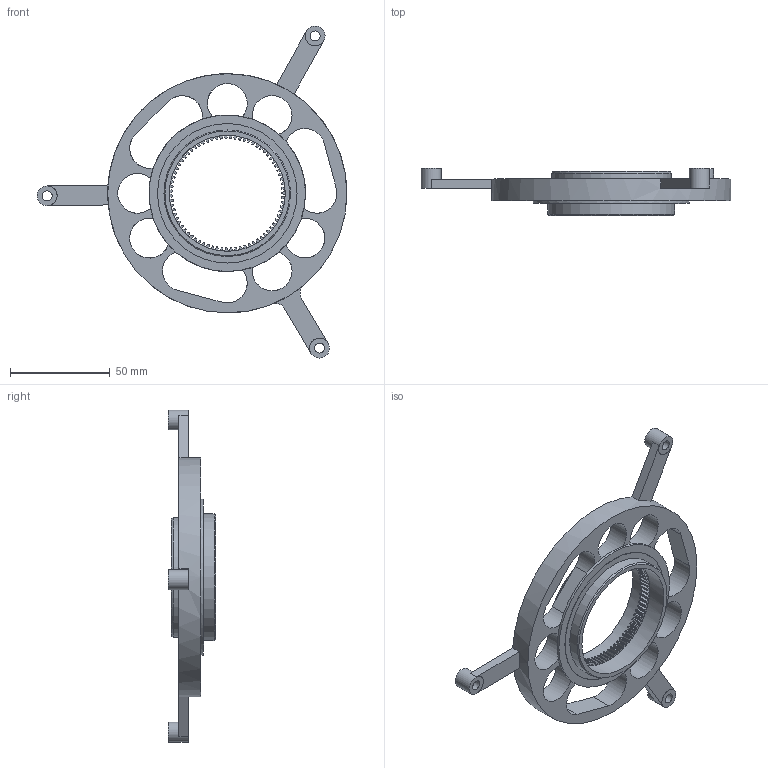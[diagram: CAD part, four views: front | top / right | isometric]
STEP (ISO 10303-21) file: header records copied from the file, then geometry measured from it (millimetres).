
FILE_DESCRIPTION(/* description */ ('','CAx-IF Rec.Pracs.---Representation and Presentation of Product Manufacturing Information (PMI)---4.0---2014-10-13'),/* implementation_level */ '2;1');
FILE_NAME(/* name */ 'ACWA-0002_couronne_1_350_v3.step',/* time_stamp */ '2025-02-06T16:58:16+01:00',/* author */ (''),/* organization */ (''),/* preprocessor_version */ 'ST-DEVELOPER v20',/* originating_system */ 'Autodesk Translation Framework v13.20.0.188',/* authorisation */ '');
FILE_SCHEMA (('AP242_MANAGED_MODEL_BASED_3D_ENGINEERING_MIM_LF { 1 0 10303 442 1 1 4 }'));
Length unit declared in the file: millimetre
Products named in the file (1): ACWA-0002_couronne_2_300
Bounding box: 155.39 x 23.7 x 166.56 mm (x, y, z)
Volume: 61177.1 mm3; surface area: 33697.2 mm2
Topology: 4 solids, 4 shells, 670 faces, 1995 edges, 1330 vertices
Faces by surface type: cylinder 480, bspline 150, plane 38, cone 2
Full cylindrical faces by diameter (mm): 5 x3, 10 x3, 20 x6, 58.2 x2, 60 x1, 63.5 x1, 70 x1, 78.5 x1, 120 x1
Entity records: 24066 total; most frequent: CARTESIAN_POINT 6018, ORIENTED_EDGE 3990, DIRECTION 3743, EDGE_CURVE 1995, AXIS2_PLACEMENT_3D 1527, VERTEX_POINT 1330, CIRCLE 1006, EDGE_LOOP 693
